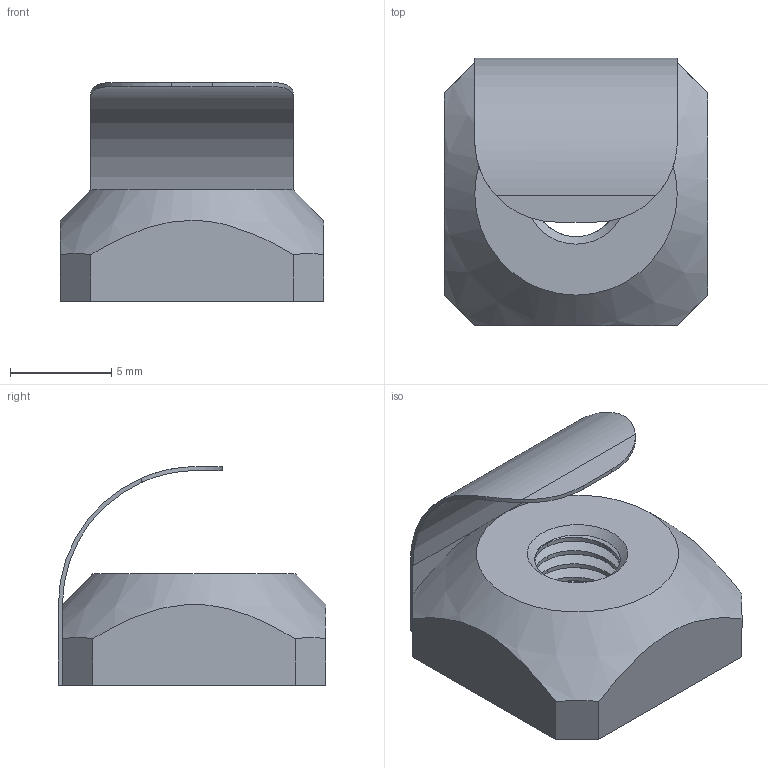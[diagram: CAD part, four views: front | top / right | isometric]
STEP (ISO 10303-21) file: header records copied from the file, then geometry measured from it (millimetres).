
FILE_DESCRIPTION(/* description */ (''),/* implementation_level */ '2;1');
FILE_NAME(/* name */ 'M5S-PF v3.step',/* time_stamp */ '2020-09-15T11:26:52-04:00',/* author */ (''),/* organization */ (''),/* preprocessor_version */ 'ST-DEVELOPER v18.1',/* originating_system */ 'Autodesk Translation Framework v9.3.0.1241',/* authorisation */ '');
FILE_SCHEMA (('AUTOMOTIVE_DESIGN { 1 0 10303 214 3 1 1 }'));
Length unit declared in the file: millimetre
Products named in the file (1): M5S-PF
Bounding box: 13 x 13.2 x 10.8 mm (x, y, z)
Volume: 732.8 mm3; surface area: 859.9 mm2
Topology: 1 solids, 1 shells, 42 faces, 115 edges, 75 vertices
Faces by surface type: plane 19, cylinder 18, cone 3, bspline 2
Full cylindrical faces by diameter (mm): 4.234 x2, 5.12 x1
Entity records: 2374 total; most frequent: CARTESIAN_POINT 1353, ORIENTED_EDGE 230, DIRECTION 170, EDGE_CURVE 115, VERTEX_POINT 75, AXIS2_PLACEMENT_3D 60, LINE 50, VECTOR 50
